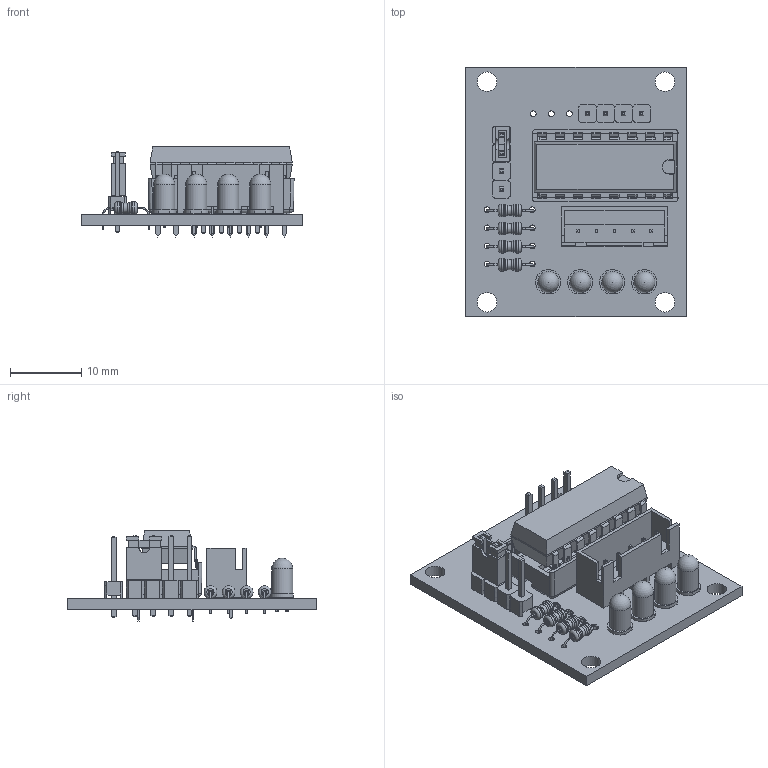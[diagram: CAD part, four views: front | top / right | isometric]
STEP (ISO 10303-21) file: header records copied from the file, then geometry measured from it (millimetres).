
FILE_DESCRIPTION(/* description */ (''),/* implementation_level */ '2;1');
FILE_NAME(/* name */ '5a86c5b3-e56a-4f60-8bdd-5778e85d4146.stp',/* time_stamp */ '2016-06-21T02:37:33+00:00',/* author */ (''),/* organization */ (''),/* preprocessor_version */ 'ST-DEVELOPER v16.5',/* originating_system */ 'Autodesk Translation Framework v5.0.0.3310',/* authorisation */ '');
FILE_SCHEMA (('AUTOMOTIVE_DESIGN { 1 0 10303 214 3 1 1 }'));
Length unit declared in the file: centimetre
Products named in the file (27): ULN2003 Stepper Driver v18; pcb; jumper_connector; r205; motor_connector; conn_lead; Pin Header 1x4 TH Pitch 2.54mm v2; asm_pin; asm_pin_1; asm_pin_2; asm_pin_3; spacer; pin; Pin Header 1x4 TH Pitch 2.54mm v2 (1); asm_pin (1); asm_pin (1)_1; asm_pin (1)_2; asm_pin (1)_3; spacer (1); pin (1); LED 3mm; dip16 v2; package; lead; dip16_socket v4; housing; pins
Assembly tree (48 placements, depth 4):
  ULN2003 Stepper Driver v18
    pcb
    jumper_connector
    r205  x4
    motor_connector
      conn_lead  x5
    Pin Header 1x4 TH Pitch 2.54mm v2
      asm_pin
        spacer
        pin
      asm_pin_1
        spacer
        pin
      asm_pin_2
        spacer
        pin
      asm_pin_3
        spacer
        pin
    Pin Header 1x4 TH Pitch 2.54mm v2 (1)
      asm_pin (1)
        spacer (1)
        pin (1)
      asm_pin (1)_1
        spacer (1)
        pin (1)
      asm_pin (1)_2
        spacer (1)
        pin (1)
      asm_pin (1)_3
        spacer (1)
        pin (1)
    LED 3mm  x4
    dip16 v2
      package
      lead
    dip16_socket v4
      housing
      pins
Bounding box: 31 x 35 x 12.67 mm (x, y, z)
Volume: 3413.6 mm3; surface area: 7030.1 mm2
Topology: 83 solids, 83 shells, 2039 faces, 5306 edges, 3420 vertices
Faces by surface type: plane 1350, cylinder 520, torus 84, bspline 76, sphere 8, cone 1
Full cylindrical faces by diameter (mm): 0.2 x20, 0.8 x48, 1.8 x8, 2.75 x4, 3 x4
Entity records: 53062 total; most frequent: CARTESIAN_POINT 11444, ORIENTED_EDGE 8514, DIRECTION 8506, EDGE_CURVE 4257, LINE 3148, VECTOR 3148, VERTEX_POINT 2820, AXIS2_PLACEMENT_3D 2679
